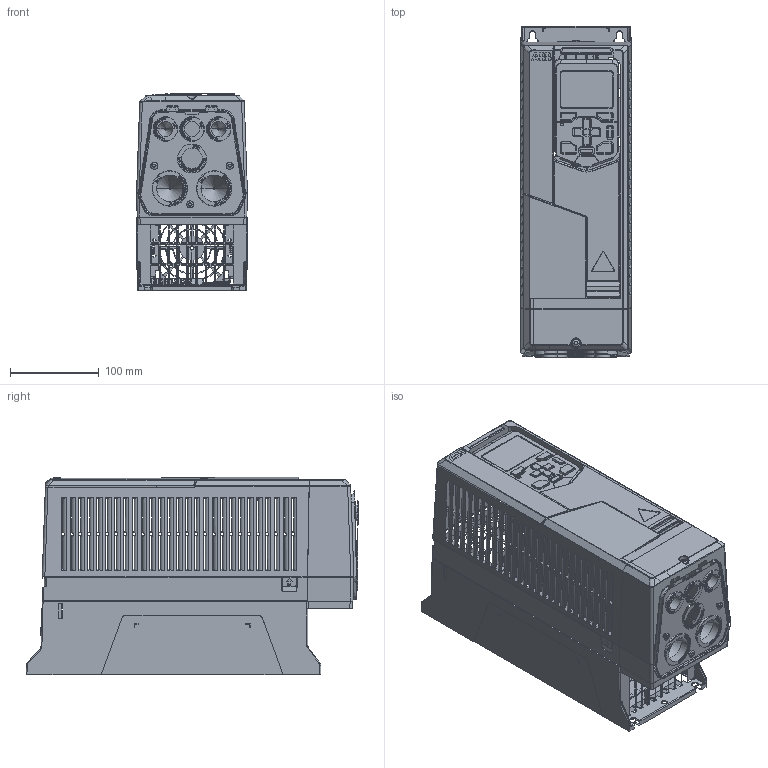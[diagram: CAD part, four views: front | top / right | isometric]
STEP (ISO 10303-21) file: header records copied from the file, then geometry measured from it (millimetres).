
FILE_DESCRIPTION((''),'2;1');
FILE_NAME('IP21_SHRINKWRAP_SW0001','2018-04-05T',('ett12467'),(''),'CREO PARAMETRIC BY PTC INC, 2017170','CREO PARAMETRIC BY PTC INC, 2017170','');
FILE_SCHEMA(('CONFIG_CONTROL_DESIGN'));
Products named in the file (1): IP21_SHRINKWRAP_SW0001
Bounding box: 125.43 x 374.15 x 223 mm (x, y, z)
Surface area: 292453.1 mm2 (no closed solid volume)
Topology: 0 solids, 377 shells, 1560 faces, 13857 edges, 12629 vertices
Faces by surface type: plane 649, cylinder 473, bspline 274, sphere 88, torus 58, cone 13, extrusion 5
Entity records: 146930 total; most frequent: CARTESIAN_POINT 55090, ORIENTED_EDGE 15829, DIRECTION 15702, EDGE_CURVE 13857, VERTEX_POINT 12629, VECTOR 10518, LINE 10513, AXIS2_PLACEMENT_3D 2592
